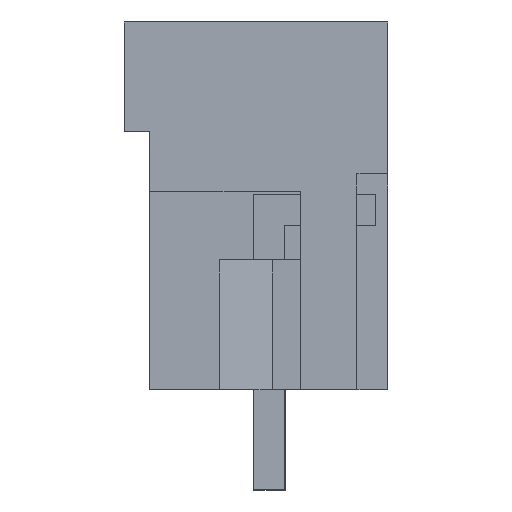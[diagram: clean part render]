
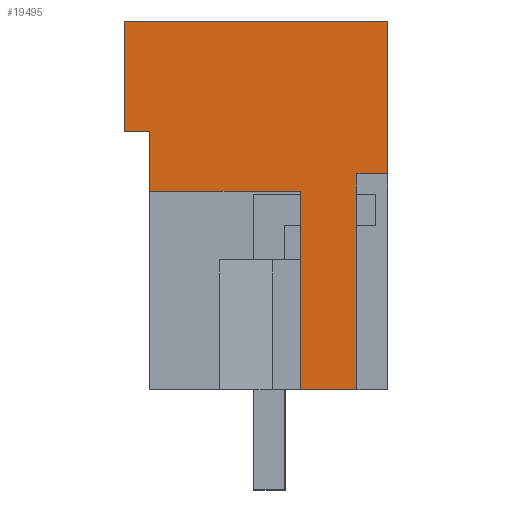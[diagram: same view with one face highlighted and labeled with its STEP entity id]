
A CAD part, left-side view. The second image highlights one B-rep face of the part: STEP entity #19495.
In plain terms, the highlighted planar face has unit normal (-1, 0, 0).
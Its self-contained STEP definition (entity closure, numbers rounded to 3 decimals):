
#19471=AXIS2_PLACEMENT_3D('Plane Axis2P3D',#19468,#19469,#19470) ;
#555=CARTESIAN_POINT('Vertex',(0.,8.405,14.95)) ;
#558=CARTESIAN_POINT('Line Origine',(0.,4.203,14.95)) ;
#562=CARTESIAN_POINT('Vertex',(0.,0.,14.95)) ;
#4750=CARTESIAN_POINT('Vertex',(0.,8.405,11.45)) ;
#4753=CARTESIAN_POINT('Line Origine',(0.,8.405,13.2)) ;
#18470=CARTESIAN_POINT('Vertex',(0.,2.785,9.55)) ;
#18475=CARTESIAN_POINT('Line Origine',(0.,5.193,9.55)) ;
#18479=CARTESIAN_POINT('Vertex',(0.,7.6,9.55)) ;
#18554=CARTESIAN_POINT('Vertex',(0.,2.785,3.2)) ;
#18557=CARTESIAN_POINT('Line Origine',(0.,2.785,6.375)) ;
#18589=CARTESIAN_POINT('Vertex',(0.,0.,10.096)) ;
#18594=CARTESIAN_POINT('Line Origine',(0.,0.489,10.096)) ;
#18598=CARTESIAN_POINT('Vertex',(0.,0.978,10.096)) ;
#18667=CARTESIAN_POINT('Vertex',(0.,0.978,3.2)) ;
#18670=CARTESIAN_POINT('Line Origine',(0.,1.881,3.2)) ;
#19065=CARTESIAN_POINT('Line Origine',(0.,7.6,10.5)) ;
#19069=CARTESIAN_POINT('Vertex',(0.,7.6,11.45)) ;
#19392=CARTESIAN_POINT('Line Origine',(0.,8.003,11.45)) ;
#19468=CARTESIAN_POINT('Axis2P3D Location',(0.,8.405,0.)) ;
#19473=CARTESIAN_POINT('Line Origine',(0.,0.978,6.648)) ;
#19478=CARTESIAN_POINT('Line Origine',(0.,0.,12.523)) ;
#559=DIRECTION('Vector Direction',(0.,1.,0.)) ;
#4754=DIRECTION('Vector Direction',(0.,0.,-1.)) ;
#18476=DIRECTION('Vector Direction',(0.,-1.,0.)) ;
#18558=DIRECTION('Vector Direction',(0.,0.,-1.)) ;
#18595=DIRECTION('Vector Direction',(0.,1.,0.)) ;
#18671=DIRECTION('Vector Direction',(0.,1.,0.)) ;
#19066=DIRECTION('Vector Direction',(0.,0.,-1.)) ;
#19393=DIRECTION('Vector Direction',(0.,1.,0.)) ;
#19469=DIRECTION('Axis2P3D Direction',(-1.,0.,0.)) ;
#19470=DIRECTION('Axis2P3D XDirection',(0.,-1.,0.)) ;
#19474=DIRECTION('Vector Direction',(0.,0.,-1.)) ;
#19479=DIRECTION('Vector Direction',(0.,0.,1.)) ;
#560=VECTOR('Line Direction',#559,1.) ;
#4755=VECTOR('Line Direction',#4754,1.) ;
#18477=VECTOR('Line Direction',#18476,1.) ;
#18559=VECTOR('Line Direction',#18558,1.) ;
#18596=VECTOR('Line Direction',#18595,1.) ;
#18672=VECTOR('Line Direction',#18671,1.) ;
#19067=VECTOR('Line Direction',#19066,1.) ;
#19394=VECTOR('Line Direction',#19393,1.) ;
#19475=VECTOR('Line Direction',#19474,1.) ;
#19480=VECTOR('Line Direction',#19479,1.) ;
#19484=ORIENTED_EDGE('',*,*,#18674,.T.) ;
#19485=ORIENTED_EDGE('',*,*,#19477,.F.) ;
#19486=ORIENTED_EDGE('',*,*,#18600,.F.) ;
#19487=ORIENTED_EDGE('',*,*,#19482,.T.) ;
#19488=ORIENTED_EDGE('',*,*,#564,.T.) ;
#19489=ORIENTED_EDGE('',*,*,#4757,.T.) ;
#19490=ORIENTED_EDGE('',*,*,#19396,.T.) ;
#19491=ORIENTED_EDGE('',*,*,#19071,.T.) ;
#19492=ORIENTED_EDGE('',*,*,#18481,.F.) ;
#19493=ORIENTED_EDGE('',*,*,#18561,.F.) ;
#19495=ADVANCED_FACE('HOUSING',(#19494),#19472,.T.) ;
#564=EDGE_CURVE('',#563,#556,#561,.T.) ;
#4757=EDGE_CURVE('',#556,#4751,#4756,.T.) ;
#18481=EDGE_CURVE('',#18471,#18480,#18478,.F.) ;
#18561=EDGE_CURVE('',#18555,#18471,#18560,.F.) ;
#18600=EDGE_CURVE('',#18590,#18599,#18597,.T.) ;
#18674=EDGE_CURVE('',#18555,#18668,#18673,.F.) ;
#19071=EDGE_CURVE('',#19070,#18480,#19068,.T.) ;
#19396=EDGE_CURVE('',#4751,#19070,#19395,.F.) ;
#19477=EDGE_CURVE('',#18599,#18668,#19476,.T.) ;
#19482=EDGE_CURVE('',#18590,#563,#19481,.T.) ;
#19483=EDGE_LOOP('',(#19484,#19485,#19486,#19487,#19488,#19489,#19490,#19491,#19492,#19493)) ;
#19494=FACE_OUTER_BOUND('',#19483,.T.) ;
#561=LINE('Line',#558,#560) ;
#4756=LINE('Line',#4753,#4755) ;
#18478=LINE('Line',#18475,#18477) ;
#18560=LINE('Line',#18557,#18559) ;
#18597=LINE('Line',#18594,#18596) ;
#18673=LINE('Line',#18670,#18672) ;
#19068=LINE('Line',#19065,#19067) ;
#19395=LINE('Line',#19392,#19394) ;
#19476=LINE('Line',#19473,#19475) ;
#19481=LINE('Line',#19478,#19480) ;
#19472=PLANE('',#19471) ;
#556=VERTEX_POINT('',#555) ;
#563=VERTEX_POINT('',#562) ;
#4751=VERTEX_POINT('',#4750) ;
#18471=VERTEX_POINT('',#18470) ;
#18480=VERTEX_POINT('',#18479) ;
#18555=VERTEX_POINT('',#18554) ;
#18590=VERTEX_POINT('',#18589) ;
#18599=VERTEX_POINT('',#18598) ;
#18668=VERTEX_POINT('',#18667) ;
#19070=VERTEX_POINT('',#19069) ;
